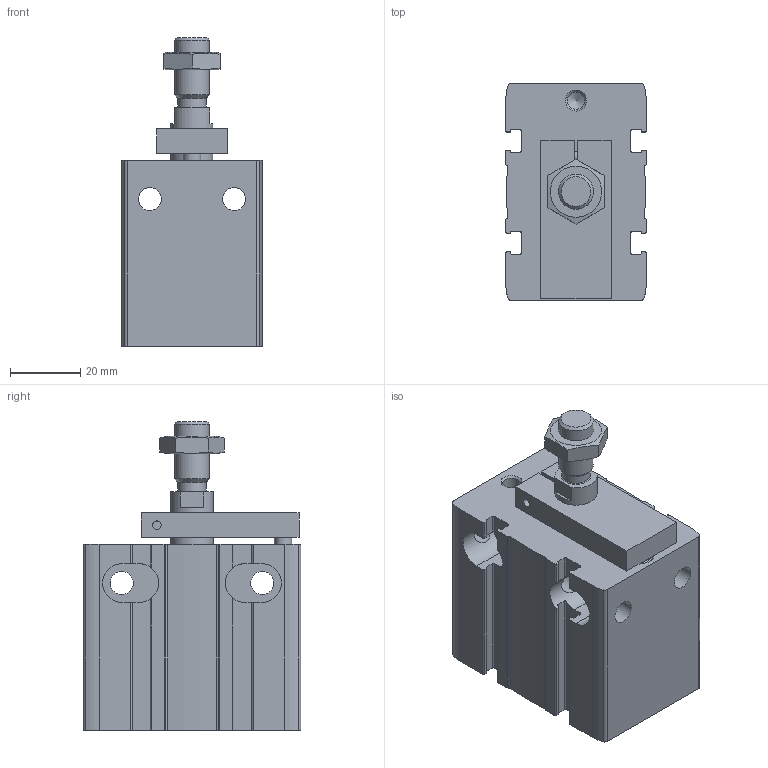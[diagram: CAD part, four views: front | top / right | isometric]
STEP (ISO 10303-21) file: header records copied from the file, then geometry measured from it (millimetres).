
FILE_DESCRIPTION(/* description */ ('STEP AP214'),/* implementation_level */ '2;1');
FILE_NAME(/* name */ '4828490_DPDM-Q-32-5-S-PA',/* time_stamp */ '2024-08-20T22:17:53+02:00',/* author */ ('License CC BY-ND 4.0'),/* organization */ ('CADENAS'),/* preprocessor_version */ 'ST-DEVELOPER v19.3',/* originating_system */ 'PARTsolutions',/* authorisation */ ' ');
FILE_SCHEMA (('AUTOMOTIVE_DESIGN {1 0 10303 214 3 1 1}'));
Length unit declared in the file: millimetre
Products named in the file (7): 4828490 DPDM-Q-32-5-S-PA---(0); 4650681 DPDM-Q-5-S---(h); 340116 G1/8; 4650681 DPDM-Q-5-S---(r); ISO 4035 M10x1.25(F); 4650681 DPDM 32-5---(p); ISO-4762 M3x12
Assembly tree (6 placements, depth 2):
  4828490 DPDM-Q-32-5-S-PA---(0)
    4650681 DPDM-Q-5-S---(h)
    340116 G1/8
    4650681 DPDM-Q-5-S---(r)
    ISO 4035 M10x1.25(F)
    4650681 DPDM 32-5---(p)
    ISO-4762 M3x12
Bounding box: 40 x 62 x 88 mm (x, y, z)
Volume: 118162.1 mm3; surface area: 34631 mm2
Topology: 6 solids, 6 shells, 305 faces, 807 edges, 528 vertices
Faces by surface type: plane 141, cylinder 125, cone 37, torus 2
Full cylindrical faces by diameter (mm): 2.459 x1, 3 x1, 3.4 x1, 4.917 x3, 5 x2, 5.5 x1, 5.9 x1, 6 x1, 6.2 x1, 6.6 x8, 7 x2, 8 x1, 8.566 x2, 8.647 x1, 9.728 x1, 10 x1, 12 x2, 20 x1, 32 x2, 33 x1
Entity records: 10993 total; most frequent: CARTESIAN_POINT 1895, DIRECTION 1554, ORIENTED_EDGE 1446, EDGE_CURVE 723, AXIS2_PLACEMENT_3D 578, VERTEX_POINT 518, FACE_BOUND 417, EDGE_LOOP 410
